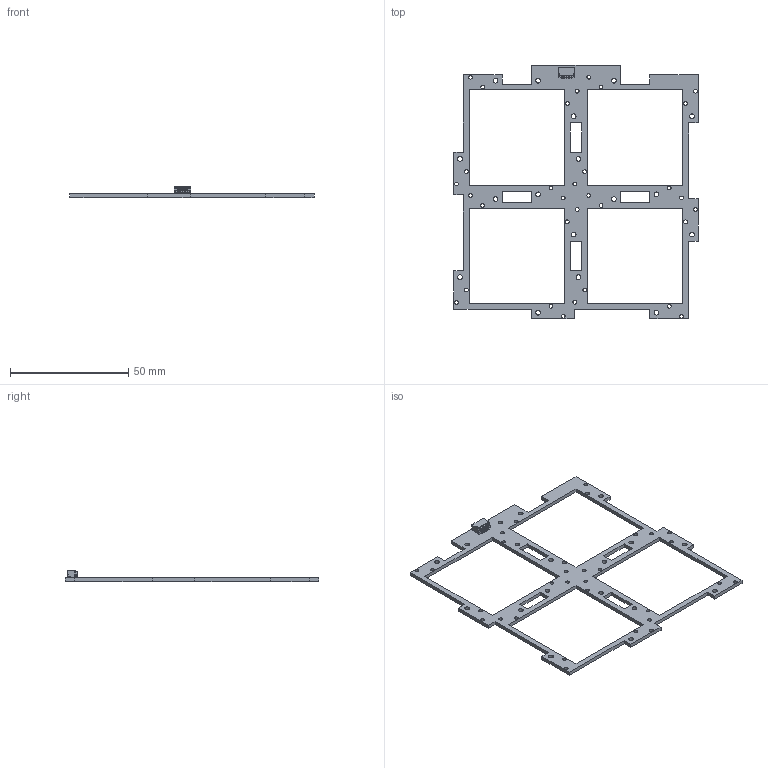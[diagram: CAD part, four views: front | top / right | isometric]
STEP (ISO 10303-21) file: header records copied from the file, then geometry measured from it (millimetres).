
FILE_DESCRIPTION(('KiCad electronic assembly'),'2;1');
FILE_NAME('ju_button_3d.step','2024-10-20T22:32:54',('Pcbnew'),('Kicad') ,'Open CASCADE STEP processor 7.8','KiCad to STEP converter','Unknown' );
FILE_SCHEMA(('AUTOMOTIVE_DESIGN { 1 0 10303 214 1 1 1 1 }'));
Length unit declared in the file: millimetre
Products named in the file (4): ju_button_3d 1; SM5B-SRSS-TB; SMxB-SRSS-TB; ju_button_PCB
Assembly tree (3 placements, depth 3):
  ju_button_3d 1
    SM5B-SRSS-TB
      SMxB-SRSS-TB
    ju_button_PCB
Bounding box: 103.2 x 107.2 x 4.65 mm (x, y, z)
Volume: 4900.6 mm3; surface area: 8724.6 mm2
Topology: 9 solids, 9 shells, 422 faces, 1233 edges, 820 vertices
Faces by surface type: plane 327, cylinder 95
Full cylindrical faces by diameter (mm): 1.6 x32, 2 x17
Entity records: 16406 total; most frequent: CARTESIAN_POINT 2479, ORIENTED_EDGE 2466, DIRECTION 2275, EDGE_CURVE 1233, LINE 1043, VECTOR 1043, VERTEX_POINT 820, AXIS2_PLACEMENT_3D 616
